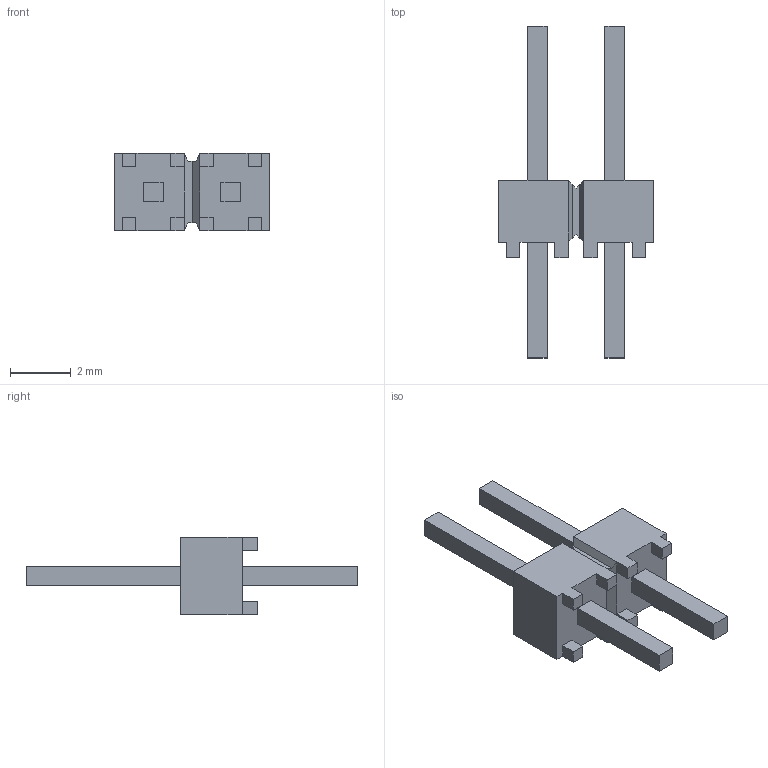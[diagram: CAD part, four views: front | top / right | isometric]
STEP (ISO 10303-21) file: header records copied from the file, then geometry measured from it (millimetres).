
FILE_DESCRIPTION(/* description */ ('STEP AP214'),/* implementation_level */ '2;1');
FILE_NAME(/* name */ 'MTSW-102-07-G-S-200',/* time_stamp */ '2024-12-25T08:44:54+01:00',/* author */ ('License CC BY-ND 4.0'),/* organization */ ('CADENAS'),/* preprocessor_version */ 'ST-DEVELOPER v19.3',/* originating_system */ 'PARTsolutions',/* authorisation */ ' ');
FILE_SCHEMA (('AUTOMOTIVE_DESIGN {1 0 10303 214 3 1 1}'));
Length unit declared in the file: inch
Products named in the file (3): MTSW-102-07-G-S-200; MTSW-102-07-G-S-200_body; MTSW-102-07-S-200
Assembly tree (2 placements, depth 2):
  MTSW-102-07-G-S-200
    MTSW-102-07-G-S-200_body
    MTSW-102-07-S-200
Bounding box: 5.08 x 10.92 x 2.54 mm (x, y, z)
Volume: 33.8 mm3; surface area: 136 mm2
Topology: 2 solids, 2 shells, 86 faces, 222 edges, 144 vertices
Faces by surface type: plane 86
Entity records: 2636 total; most frequent: CARTESIAN_POINT 455, ORIENTED_EDGE 444, DIRECTION 400, EDGE_CURVE 222, LINE 222, VECTOR 222, VERTEX_POINT 144, EDGE_LOOP 94
